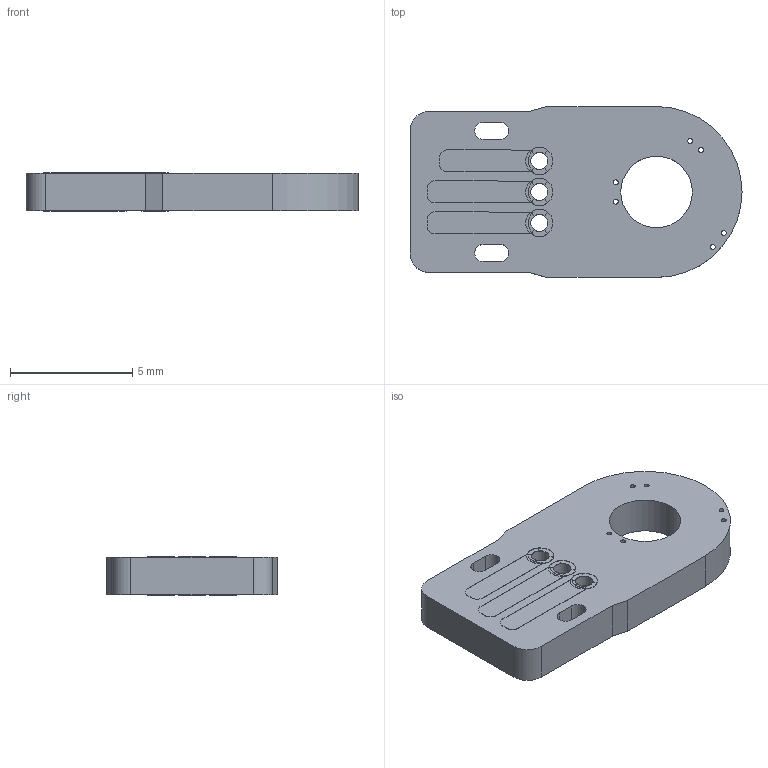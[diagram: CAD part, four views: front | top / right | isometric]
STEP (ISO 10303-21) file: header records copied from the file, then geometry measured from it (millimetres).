
FILE_DESCRIPTION(('Open CASCADE Model'),'2;1');
FILE_NAME('Open CASCADE Shape Model','2022-09-04T19:20:18',('Author'),( 'Open CASCADE'),'Open CASCADE STEP processor 6.8','Open CASCADE 6.8' ,'Unknown');
FILE_SCHEMA(('AUTOMOTIVE_DESIGN { 1 0 10303 214 1 1 1 1 }'));
Length unit declared in the file: millimetre
Products named in the file (16): PCB; Board; Open CASCADE STEP translator 6.8 4.1.1; EC1; 6574780400; Extruded; 6574780480; 6574780640; 6574780560; 6575294624; 6575294704
Assembly tree (27 placements, depth 4):
  PCB
    Board
      Open CASCADE STEP translator 6.8 4.1.1
    EC1
      6574780400  x6
        Extruded
      6574780480  x6
        Extruded
      6574780640  x2
        Extruded
      6574780560
        Extruded
      6575294624  x2
        Extruded
      6575294704
        Extruded
Bounding box: 13.6 x 7 x 1.57 mm (x, y, z)
Volume: 120.3 mm3; surface area: 303.6 mm2
Topology: 25 solids, 25 shells, 597 faces, 1641 edges, 1094 vertices
Faces by surface type: plane 580, cylinder 17
Full cylindrical faces by diameter (mm): 0.2 x6, 0.71 x3, 2.93 x1
Entity records: 6992 total; most frequent: CARTESIAN_POINT 1190, ORIENTED_EDGE 1146, DIRECTION 1077, EDGE_CURVE 573, LINE 539, VECTOR 539, VERTEX_POINT 382, AXIS2_PLACEMENT_3D 269
